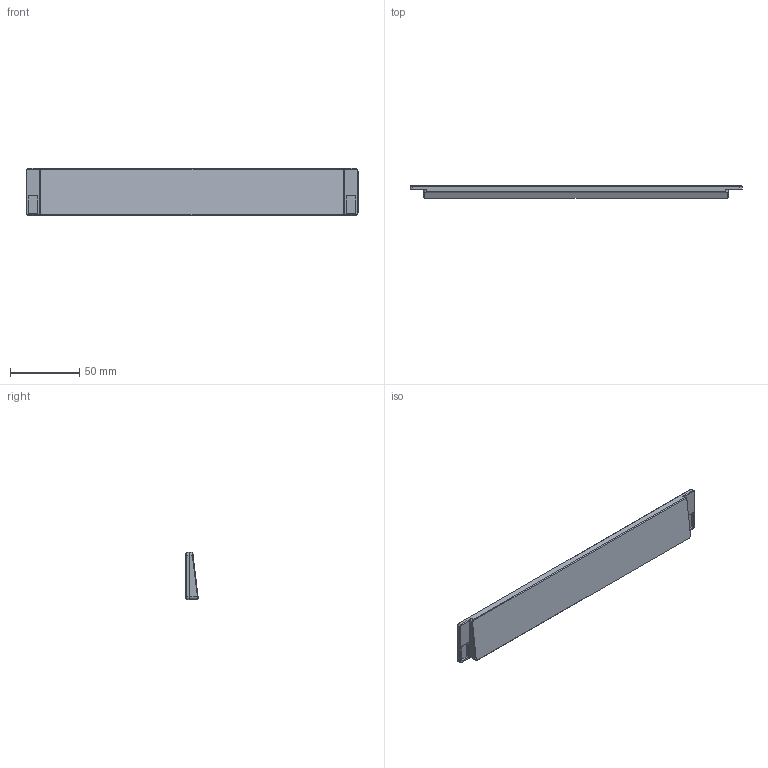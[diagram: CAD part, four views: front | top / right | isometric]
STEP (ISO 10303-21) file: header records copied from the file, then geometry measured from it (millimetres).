
FILE_DESCRIPTION(/* description */ (''),/* implementation_level */ '2;1');
FILE_NAME(/* name */ 'weight.stp',/* time_stamp */ '2023-10-18T19:57:20-05:00',/* author */ ('Eric'),/* organization */ (''),/* preprocessor_version */ 'ST-DEVELOPER v19',/* originating_system */ 'Autodesk Inventor 2023',/* authorisation */ '');
FILE_SCHEMA (('AUTOMOTIVE_DESIGN { 1 0 10303 214 3 1 1 }'));
Length unit declared in the file: inch
Products named in the file (1): weight
Bounding box: 240 x 9.16 x 34 mm (x, y, z)
Volume: 55167.1 mm3; surface area: 19887.5 mm2
Topology: 1 solids, 1 shells, 66 faces, 162 edges, 100 vertices
Faces by surface type: plane 34, cylinder 16, cone 8, bspline 8
Entity records: 2170 total; most frequent: CARTESIAN_POINT 521, ORIENTED_EDGE 324, DIRECTION 304, EDGE_CURVE 162, LINE 106, VECTOR 106, VERTEX_POINT 100, AXIS2_PLACEMENT_3D 99
